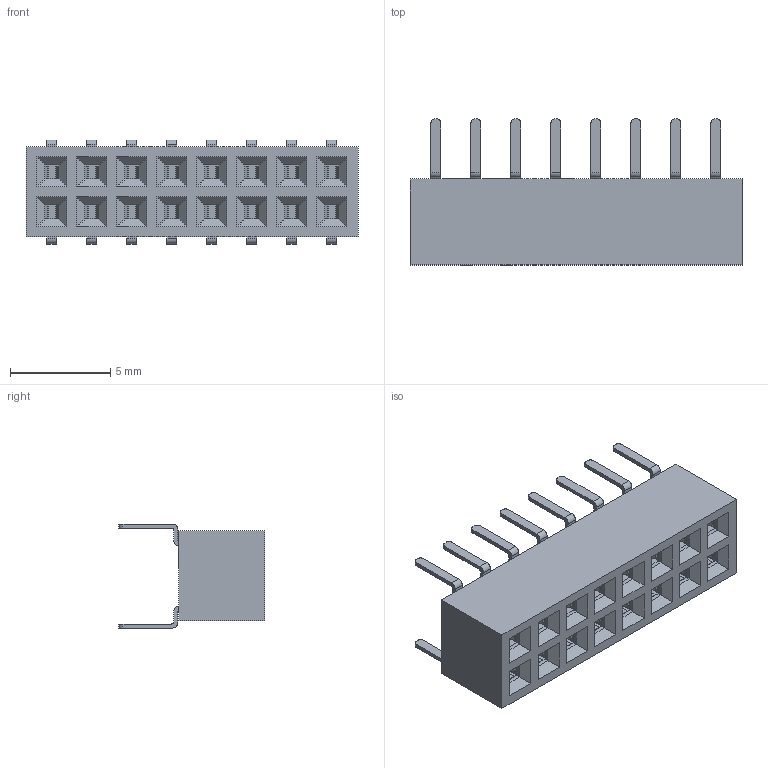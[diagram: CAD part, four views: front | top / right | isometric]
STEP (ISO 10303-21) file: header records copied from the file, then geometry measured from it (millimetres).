
FILE_DESCRIPTION( ('This file contains a STEP AP42 implementation' ,'as created by ZW3D STEP Interface translator.') ,'2;1' );
FILE_NAME( '2243-2XXWXXCUNX2.stp' ,'23 415.162846', (''), ('ZWCAD Software Co.'), 'Version 1.0', 'ZW3D to STEP translator', '' );
FILE_SCHEMA(('AUTOMOTIVE_DESIGN { 1 0 10303 214 1 1 1 1 }'));
Length unit declared in the file: millimetre
Products named in the file (2): 0; 2243-220WXXCUNX1001
Bounding box: 16.6 x 7.3 x 5.2 mm (x, y, z)
Volume: 239.2 mm3; surface area: 917.9 mm2
Topology: 1 solids, 1 shells, 1318 faces, 3825 edges, 2525 vertices
Faces by surface type: plane 806, cylinder 368, bspline 144
Entity records: 57926 total; most frequent: CARTESIAN_POINT 28530, ORIENTED_EDGE 7650, EDGE_CURVE 3825, B_SPLINE_CURVE_WITH_KNOTS 3209, DIRECTION 3126, VERTEX_POINT 2525, EDGE_LOOP 1398, AXIS2_PLACEMENT_3D 1335
